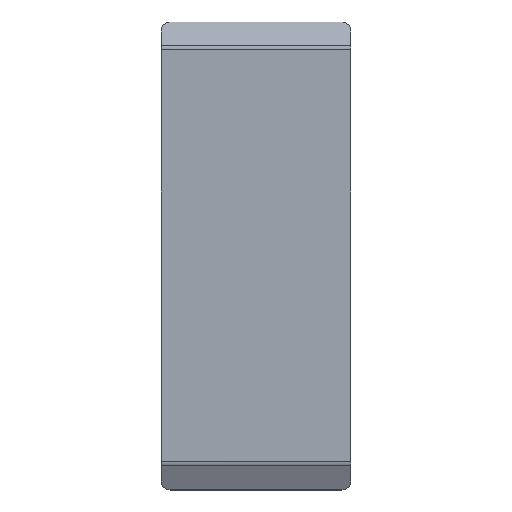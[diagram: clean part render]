
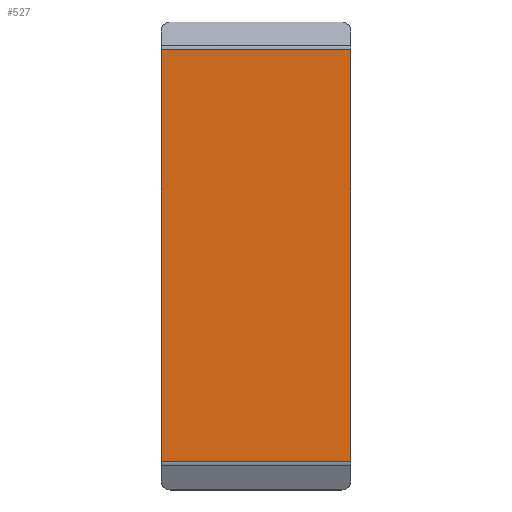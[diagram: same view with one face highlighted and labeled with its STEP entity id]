
A CAD part, top view. The second image highlights one B-rep face of the part: STEP entity #527.
In plain terms, the highlighted planar face has unit normal (0, 0, 1).
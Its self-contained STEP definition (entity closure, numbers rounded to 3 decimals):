
#500=AXIS2_PLACEMENT_3D('Plane Axis2P3D',#497,#498,#499) ;
#450=CARTESIAN_POINT('Vertex',(15.8,36.68,5.511)) ;
#475=CARTESIAN_POINT('Vertex',(0.,36.68,5.511)) ;
#478=CARTESIAN_POINT('Line Origine',(7.9,36.68,5.511)) ;
#497=CARTESIAN_POINT('Axis2P3D Location',(7.9,36.68,5.511)) ;
#502=CARTESIAN_POINT('Line Origine',(15.8,19.53,5.511)) ;
#506=CARTESIAN_POINT('Vertex',(15.8,2.381,5.511)) ;
#509=CARTESIAN_POINT('Line Origine',(0.,19.53,5.511)) ;
#513=CARTESIAN_POINT('Vertex',(0.,2.381,5.511)) ;
#516=CARTESIAN_POINT('Line Origine',(7.9,2.381,5.511)) ;
#479=DIRECTION('Vector Direction',(1.,0.,0.)) ;
#498=DIRECTION('Axis2P3D Direction',(0.,0.,1.)) ;
#499=DIRECTION('Axis2P3D XDirection',(0.,-1.,0.)) ;
#503=DIRECTION('Vector Direction',(0.,-1.,0.)) ;
#510=DIRECTION('Vector Direction',(0.,-1.,0.)) ;
#517=DIRECTION('Vector Direction',(1.,0.,0.)) ;
#480=VECTOR('Line Direction',#479,1.) ;
#504=VECTOR('Line Direction',#503,1.) ;
#511=VECTOR('Line Direction',#510,1.) ;
#518=VECTOR('Line Direction',#517,1.) ;
#522=ORIENTED_EDGE('',*,*,#508,.T.) ;
#523=ORIENTED_EDGE('',*,*,#482,.F.) ;
#524=ORIENTED_EDGE('',*,*,#515,.F.) ;
#525=ORIENTED_EDGE('',*,*,#520,.T.) ;
#527=ADVANCED_FACE('Koerper.2',(#526),#501,.T.) ;
#482=EDGE_CURVE('',#476,#451,#481,.T.) ;
#508=EDGE_CURVE('',#507,#451,#505,.F.) ;
#515=EDGE_CURVE('',#514,#476,#512,.F.) ;
#520=EDGE_CURVE('',#514,#507,#519,.T.) ;
#521=EDGE_LOOP('',(#522,#523,#524,#525)) ;
#526=FACE_OUTER_BOUND('',#521,.T.) ;
#481=LINE('Line',#478,#480) ;
#505=LINE('Line',#502,#504) ;
#512=LINE('Line',#509,#511) ;
#519=LINE('Line',#516,#518) ;
#501=PLANE('',#500) ;
#451=VERTEX_POINT('',#450) ;
#476=VERTEX_POINT('',#475) ;
#507=VERTEX_POINT('',#506) ;
#514=VERTEX_POINT('',#513) ;
